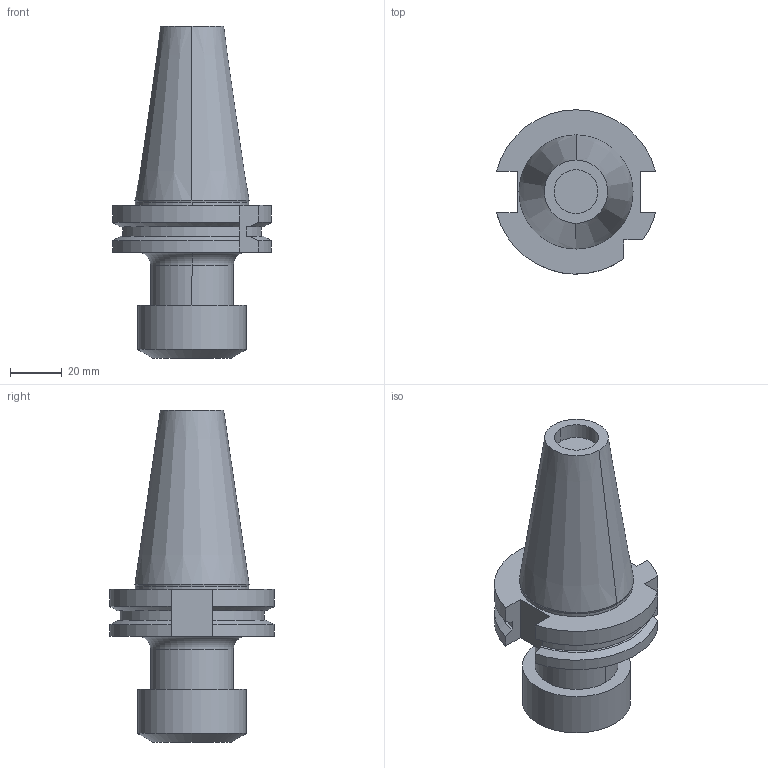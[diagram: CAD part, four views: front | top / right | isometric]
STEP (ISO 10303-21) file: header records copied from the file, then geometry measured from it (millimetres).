
FILE_DESCRIPTION(/* description */ (''),/* implementation_level */ '2;1');
FILE_NAME(/* name */ '204640528ndi000_00.stp',/* time_stamp */ '2023-03-21T07:54:03+01:00',/* author */ (''),/* organization */ (''),/* preprocessor_version */ 'ST-DEVELOPER v16.7',/* originating_system */ 'SIEMENS PLM Software NX 12.0',/* authorisation */ '');
FILE_SCHEMA (('AUTOMOTIVE_DESIGN { 1 0 10303 214 3 1 1 1 }'));
Length unit declared in the file: millimetre
Products named in the file (1): kl62047CCB74uxj6
Bounding box: 61.48 x 63.54 x 128.4 mm (x, y, z)
Volume: 139943.2 mm3; surface area: 26979.1 mm2
Topology: 1 solids, 3 shells, 84 faces, 207 edges, 134 vertices
Faces by surface type: cylinder 28, plane 26, cone 20, torus 6, bspline 4
Full cylindrical faces by diameter (mm): 3.3 x2, 41.9 x1
Entity records: 2832 total; most frequent: CARTESIAN_POINT 760, DIRECTION 441, ORIENTED_EDGE 408, EDGE_CURVE 204, AXIS2_PLACEMENT_3D 178, VERTEX_POINT 139, EDGE_LOOP 95, CIRCLE 94
